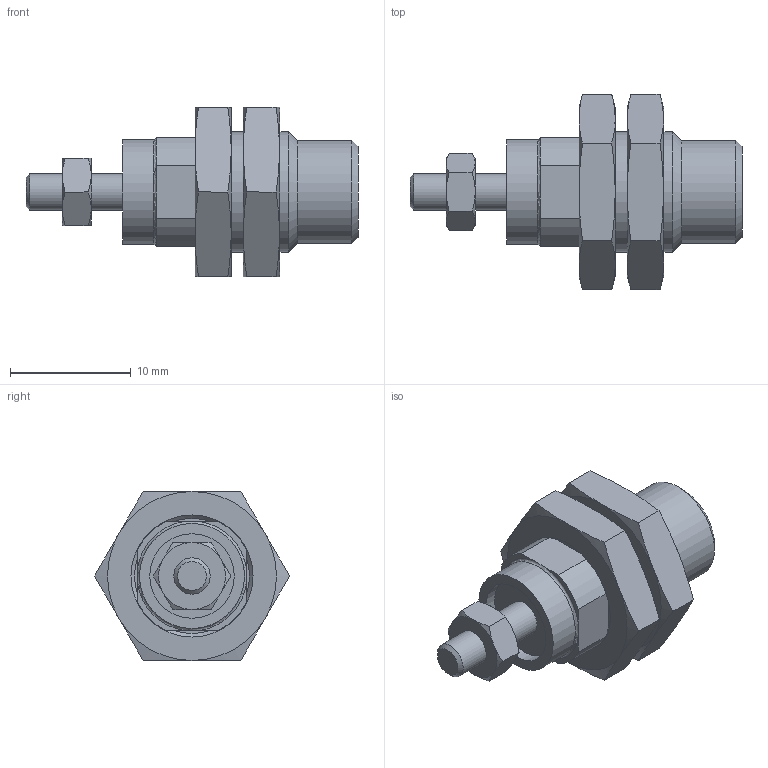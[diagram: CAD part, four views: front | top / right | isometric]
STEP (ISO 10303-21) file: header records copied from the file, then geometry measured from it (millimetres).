
FILE_DESCRIPTION((''),'2;1');
FILE_NAME('TS006.005.GS.M.stp','2015-06-12T12:21:50',('carlo.corazza'),(''),'Autodesk Inventor 2013','Autodesk Inventor 2013','');
FILE_SCHEMA(('AUTOMOTIVE_DESIGN { 1 0 10303 214 1 1 1 1 }'));
Length unit declared in the file: millimetre
Products named in the file (1): TS006.005.GS.M
Bounding box: 27.5 x 16.17 x 14 mm (x, y, z)
Volume: 1898.5 mm3; surface area: 1437.8 mm2
Topology: 2 solids, 2 shells, 100 faces, 227 edges, 138 vertices
Faces by surface type: cone 46, plane 41, cylinder 12, torus 1
Full cylindrical faces by diameter (mm): 2.459 x1, 3 x1, 4.2 x1, 7 x1, 8.5 x1, 8.7 x1, 10 x2
Entity records: 2799 total; most frequent: CARTESIAN_POINT 803, ORIENTED_EDGE 404, DIRECTION 388, EDGE_CURVE 202, AXIS2_PLACEMENT_3D 175, VERTEX_POINT 132, EDGE_LOOP 128, FACE_OUTER_BOUND 100
